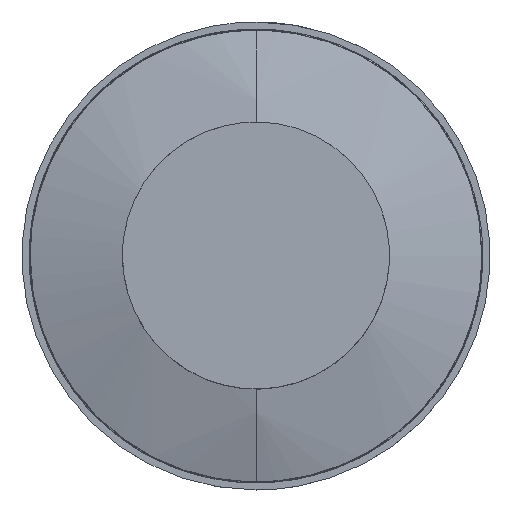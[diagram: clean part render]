
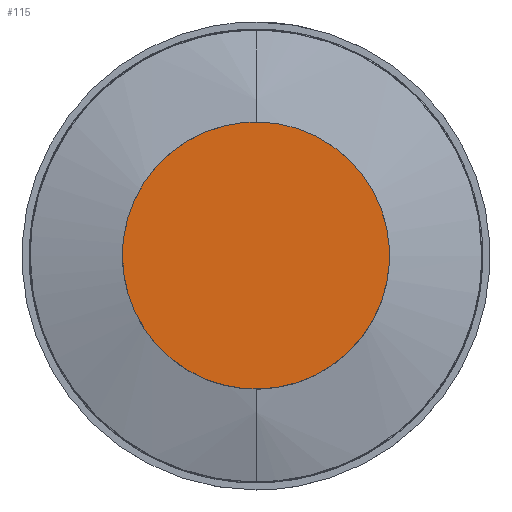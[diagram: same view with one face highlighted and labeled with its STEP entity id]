
A CAD part, top view. The second image highlights one B-rep face of the part: STEP entity #115.
In plain terms, the highlighted planar face has unit normal (0, 0, 1).
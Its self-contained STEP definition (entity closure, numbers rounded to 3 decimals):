
#115=ADVANCED_FACE('',(#188),#1013,.T.);
#188=FACE_OUTER_BOUND('',#261,.T.);
#261=EDGE_LOOP('',(#349));
#349=ORIENTED_EDGE('',*,*,#626,.T.);
#626=EDGE_CURVE('',#920,#920,#810,.T.);
#810=(
BOUNDED_CURVE()
B_SPLINE_CURVE(2,(#1208,#1209,#1210,#1211,#1212,#1213,#1214,#1215,#1216),
 .UNSPECIFIED.,.T.,.F.)
B_SPLINE_CURVE_WITH_KNOTS((3,2,2,2,3),(-17.082,-12.812,
-8.541,-4.271,0.),.UNSPECIFIED.)
CURVE()
GEOMETRIC_REPRESENTATION_ITEM()
RATIONAL_B_SPLINE_CURVE((1.,0.707,1.,0.707,1.,0.707,
1.,0.707,1.))
REPRESENTATION_ITEM('')
);
#920=VERTEX_POINT('',#1205);
#1013=PLANE('',#1106);
#1106=AXIS2_PLACEMENT_3D('',#1204,#1132,$);
#1132=DIRECTION('',(0.,0.,1.));
#1204=CARTESIAN_POINT('',(-70.439,-70.987,489.472));
#1205=CARTESIAN_POINT('',(-69.058,-0.55,489.472));
#1208=CARTESIAN_POINT('',(-69.058,-0.55,489.472));
#1209=CARTESIAN_POINT('',(-69.058,-69.606,489.472));
#1210=CARTESIAN_POINT('',(-0.002,-69.606,489.472));
#1211=CARTESIAN_POINT('',(69.054,-69.606,489.472));
#1212=CARTESIAN_POINT('',(69.054,-0.55,489.472));
#1213=CARTESIAN_POINT('',(69.054,68.506,489.472));
#1214=CARTESIAN_POINT('',(-0.002,68.506,489.472));
#1215=CARTESIAN_POINT('',(-69.058,68.506,489.472));
#1216=CARTESIAN_POINT('',(-69.058,-0.55,489.472));
